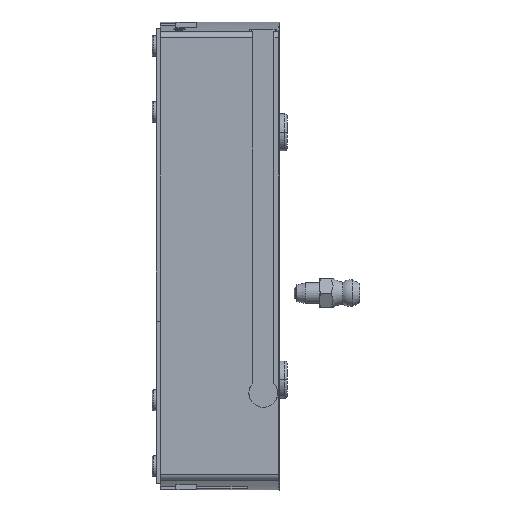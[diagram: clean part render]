
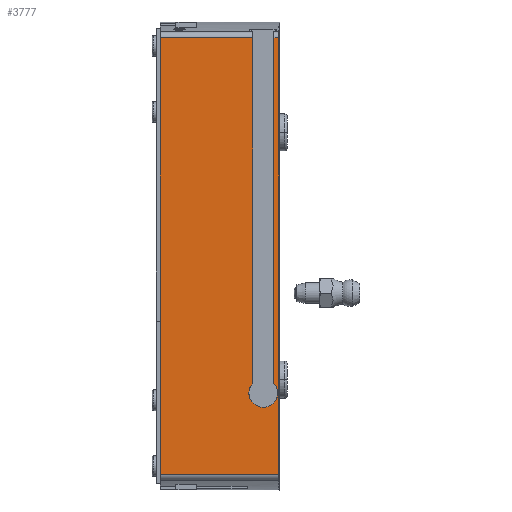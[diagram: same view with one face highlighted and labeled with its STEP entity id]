
A CAD part, left-side view. The second image highlights one B-rep face of the part: STEP entity #3777.
In plain terms, the highlighted planar face has unit normal (-1, 0, 0).
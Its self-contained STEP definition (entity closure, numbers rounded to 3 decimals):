
#218=CIRCLE('',#4174,3.5);
#377=PLANE('',#4173);
#557=LINE('',#6223,#772);
#563=LINE('',#6260,#778);
#564=LINE('',#6264,#779);
#569=LINE('',#6291,#784);
#590=LINE('',#6345,#805);
#591=LINE('',#6347,#806);
#592=LINE('',#6349,#807);
#772=VECTOR('',#4757,1000.);
#778=VECTOR('',#4773,1000.);
#779=VECTOR('',#4778,1000.);
#784=VECTOR('',#4807,1000.);
#805=VECTOR('',#4854,1000.);
#806=VECTOR('',#4855,1000.);
#807=VECTOR('',#4856,1000.);
#1193=ORIENTED_EDGE('',*,*,#2140,.T.);
#1194=ORIENTED_EDGE('',*,*,#2093,.T.);
#1195=ORIENTED_EDGE('',*,*,#2095,.F.);
#1196=ORIENTED_EDGE('',*,*,#2109,.F.);
#1197=ORIENTED_EDGE('',*,*,#2141,.T.);
#1198=ORIENTED_EDGE('',*,*,#2142,.T.);
#1199=ORIENTED_EDGE('',*,*,#2143,.F.);
#1200=ORIENTED_EDGE('',*,*,#2081,.T.);
#2081=EDGE_CURVE('',#2565,#2563,#557,.T.);
#2093=EDGE_CURVE('',#2571,#2572,#563,.T.);
#2095=EDGE_CURVE('',#2573,#2572,#564,.T.);
#2109=EDGE_CURVE('',#2583,#2573,#569,.T.);
#2140=EDGE_CURVE('',#2563,#2571,#218,.T.);
#2141=EDGE_CURVE('',#2583,#2604,#590,.T.);
#2142=EDGE_CURVE('',#2604,#2605,#591,.T.);
#2143=EDGE_CURVE('',#2565,#2605,#592,.T.);
#2563=VERTEX_POINT('',#6221);
#2565=VERTEX_POINT('',#6224);
#2571=VERTEX_POINT('',#6257);
#2572=VERTEX_POINT('',#6259);
#2573=VERTEX_POINT('',#6263);
#2583=VERTEX_POINT('',#6290);
#2604=VERTEX_POINT('',#6346);
#2605=VERTEX_POINT('',#6348);
#2961=EDGE_LOOP('',(#1193,#1194,#1195,#1196,#1197,#1198,#1199,#1200));
#3332=FACE_BOUND('',#2961,.T.);
#3777=ADVANCED_FACE('',(#3332),#377,.F.);
#4173=AXIS2_PLACEMENT_3D('',#6343,#4850,#4851);
#4174=AXIS2_PLACEMENT_3D('',#6344,#4852,#4853);
#4757=DIRECTION('',(0.,0.,-1.));
#4773=DIRECTION('',(0.,0.,1.));
#4778=DIRECTION('',(0.,-1.,0.));
#4807=DIRECTION('',(0.,0.,1.));
#4850=DIRECTION('',(1.,0.,0.));
#4851=DIRECTION('',(0.,0.,-1.));
#4852=DIRECTION('',(1.,0.,0.));
#4853=DIRECTION('',(0.,0.,-1.));
#4854=DIRECTION('',(0.,-1.,0.));
#4855=DIRECTION('',(0.,0.,1.));
#4856=DIRECTION('',(0.,-1.,0.));
#6221=CARTESIAN_POINT('',(-24.,1.2,-30.857));
#6223=CARTESIAN_POINT('',(-24.,1.2,-57.8));
#6224=CARTESIAN_POINT('',(-24.,1.2,52.941));
#6257=CARTESIAN_POINT('',(-24.,6.4,-30.857));
#6259=CARTESIAN_POINT('',(-24.,6.4,52.941));
#6260=CARTESIAN_POINT('',(-24.,6.4,-57.8));
#6263=CARTESIAN_POINT('',(-24.,28.8,52.941));
#6264=CARTESIAN_POINT('',(-24.,28.8,52.941));
#6290=CARTESIAN_POINT('',(-24.,28.8,-52.941));
#6291=CARTESIAN_POINT('',(-24.,28.8,-57.8));
#6343=CARTESIAN_POINT('',(-24.,28.8,-57.8));
#6344=CARTESIAN_POINT('',(-24.,3.8,-33.2));
#6345=CARTESIAN_POINT('',(-24.,28.8,-52.941));
#6346=CARTESIAN_POINT('',(-24.,0.,-52.941));
#6347=CARTESIAN_POINT('',(-24.,0.,-57.8));
#6348=CARTESIAN_POINT('',(-24.,0.,52.941));
#6349=CARTESIAN_POINT('',(-24.,28.8,52.941));
